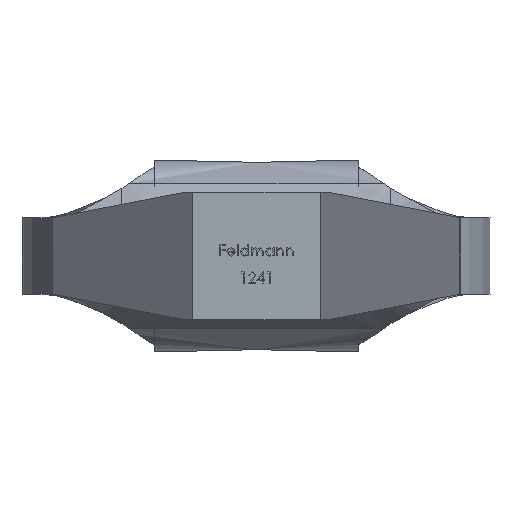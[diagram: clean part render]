
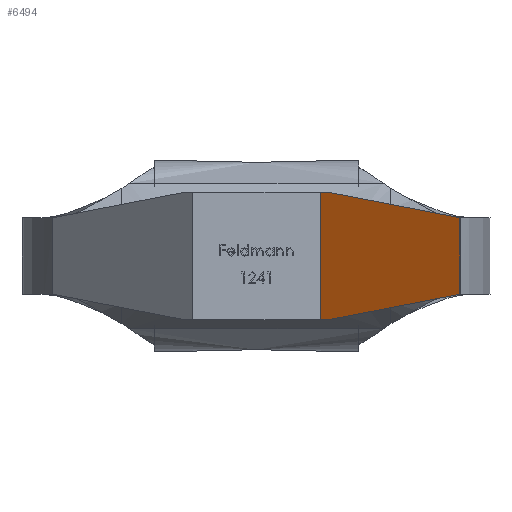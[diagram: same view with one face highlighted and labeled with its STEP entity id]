
A CAD part, front view. The second image highlights one B-rep face of the part: STEP entity #6494.
In plain terms, the highlighted planar face has unit normal (0.995, -0.097, 0).
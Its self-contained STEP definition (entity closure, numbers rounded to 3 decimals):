
#360 = ORIENTED_EDGE ( 'NONE', *, *, #4829, .T. ) ;
#457 = LINE ( 'NONE', #12237, #5291 ) ;
#1050 = CARTESIAN_POINT ( 'NONE',  ( 13.57, 287.336, -6.161 ) ) ;
#1281 = CARTESIAN_POINT ( 'NONE',  ( 23.864, 393.062, 4.493 ) ) ;
#1392 = ORIENTED_EDGE ( 'NONE', *, *, #9639, .T. ) ;
#1403 = CARTESIAN_POINT ( 'NONE',  ( 13.57, 287.336, 6.161 ) ) ;
#1861 = EDGE_CURVE ( 'NONE', #3142, #5521, #457, .T. ) ;
#1911 = DIRECTION ( 'NONE',  ( 0.097, 0.995, 0. ) ) ;
#2361 = VECTOR ( 'NONE', #9524, 1000. ) ;
#2486 = DIRECTION ( 'NONE',  ( 0., 0., -1. ) ) ;
#2792 = LINE ( 'NONE', #6339, #9878 ) ;
#2835 = FACE_OUTER_BOUND ( 'NONE', #4755, .T. ) ;
#2912 = CARTESIAN_POINT ( 'NONE',  ( 8.364, 233.876, 7.5 ) ) ;
#3142 = VERTEX_POINT ( 'NONE', #7085 ) ;
#3565 = LINE ( 'NONE', #7474, #2361 ) ;
#3781 = CARTESIAN_POINT ( 'NONE',  ( 23.864, 393.062, -4.493 ) ) ;
#4301 = CARTESIAN_POINT ( 'NONE',  ( 8.364, 233.876, 7.5 ) ) ;
#4437 = LINE ( 'NONE', #6453, #6240 ) ;
#4752 = ORIENTED_EDGE ( 'NONE', *, *, #8784, .T. ) ;
#4755 = EDGE_LOOP ( 'NONE', ( #5029, #6034, #360, #7772, #1392, #4752 ) ) ;
#4829 = EDGE_CURVE ( 'NONE', #7788, #5521, #7233, .T. ) ;
#5029 = ORIENTED_EDGE ( 'NONE', *, *, #7430, .F. ) ;
#5266 = AXIS2_PLACEMENT_3D ( 'NONE', #12527, #12483, #6692 ) ;
#5291 = VECTOR ( 'NONE', #7346, 1000. ) ;
#5521 = VERTEX_POINT ( 'NONE', #2912 ) ;
#5545 = CARTESIAN_POINT ( 'NONE',  ( 18.743, 340.467, -5.157 ) ) ;
#5917 =( BOUNDED_CURVE ( )  B_SPLINE_CURVE ( 3, ( #3781, #5545, #1050, #10637 ),
 .UNSPECIFIED., .F., .F. ) 
 B_SPLINE_CURVE_WITH_KNOTS ( ( 4, 4 ),
 ( 4.517, 4.642 ),
 .UNSPECIFIED. ) 
 CURVE ( )  GEOMETRIC_REPRESENTATION_ITEM ( )  RATIONAL_B_SPLINE_CURVE ( ( 1., 0.999, 0.999, 1. ) ) 
 REPRESENTATION_ITEM ( '' )  );
#6034 = ORIENTED_EDGE ( 'NONE', *, *, #6927, .T. ) ;
#6240 = VECTOR ( 'NONE', #1911, 1000. ) ;
#6339 = CARTESIAN_POINT ( 'NONE',  ( 7.5, 225., 0. ) ) ;
#6453 = CARTESIAN_POINT ( 'NONE',  ( 7.5, 225., -7.5 ) ) ;
#6494 = ADVANCED_FACE ( 'NONE', ( #2835 ), #11592, .F. ) ;
#6692 = DIRECTION ( 'NONE',  ( -0.097, -0.995, 0. ) ) ;
#6927 = EDGE_CURVE ( 'NONE', #7617, #7788, #3565, .T. ) ;
#7085 = CARTESIAN_POINT ( 'NONE',  ( 7.5, 225., 7.5 ) ) ;
#7233 =( BOUNDED_CURVE ( )  B_SPLINE_CURVE ( 3, ( #9014, #9182, #1403, #4301 ),
 .UNSPECIFIED., .F., .F. ) 
 B_SPLINE_CURVE_WITH_KNOTS ( ( 4, 4 ),
 ( 4.517, 4.642 ),
 .UNSPECIFIED. ) 
 CURVE ( )  GEOMETRIC_REPRESENTATION_ITEM ( )  RATIONAL_B_SPLINE_CURVE ( ( 1., 0.999, 0.999, 1. ) ) 
 REPRESENTATION_ITEM ( '' )  );
#7346 = DIRECTION ( 'NONE',  ( 0.097, 0.995, 0. ) ) ;
#7430 = EDGE_CURVE ( 'NONE', #7617, #12069, #5917, .T. ) ;
#7474 = CARTESIAN_POINT ( 'NONE',  ( 23.864, 393.062, 4.235 ) ) ;
#7617 = VERTEX_POINT ( 'NONE', #10343 ) ;
#7772 = ORIENTED_EDGE ( 'NONE', *, *, #1861, .F. ) ;
#7788 = VERTEX_POINT ( 'NONE', #1281 ) ;
#8495 = CARTESIAN_POINT ( 'NONE',  ( 8.364, 233.876, -7.5 ) ) ;
#8784 = EDGE_CURVE ( 'NONE', #12139, #12069, #4437, .T. ) ;
#9014 = CARTESIAN_POINT ( 'NONE',  ( 23.864, 393.062, 4.493 ) ) ;
#9182 = CARTESIAN_POINT ( 'NONE',  ( 18.743, 340.467, 5.157 ) ) ;
#9524 = DIRECTION ( 'NONE',  ( 0., 0., 1. ) ) ;
#9639 = EDGE_CURVE ( 'NONE', #3142, #12139, #2792, .T. ) ;
#9720 = CARTESIAN_POINT ( 'NONE',  ( 7.5, 225., -7.5 ) ) ;
#9878 = VECTOR ( 'NONE', #2486, 1000. ) ;
#10343 = CARTESIAN_POINT ( 'NONE',  ( 23.864, 393.062, -4.493 ) ) ;
#10637 = CARTESIAN_POINT ( 'NONE',  ( 8.364, 233.876, -7.5 ) ) ;
#11592 = PLANE ( 'NONE',  #5266 ) ;
#12069 = VERTEX_POINT ( 'NONE', #8495 ) ;
#12139 = VERTEX_POINT ( 'NONE', #9720 ) ;
#12237 = CARTESIAN_POINT ( 'NONE',  ( 7.5, 225., 7.5 ) ) ;
#12483 = DIRECTION ( 'NONE',  ( -0.995, 0.097, 0. ) ) ;
#12527 = CARTESIAN_POINT ( 'NONE',  ( -14.273, 1.39, 0. ) ) ;
